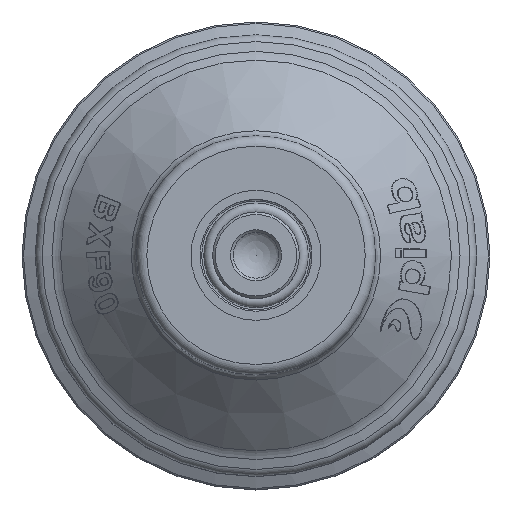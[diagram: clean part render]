
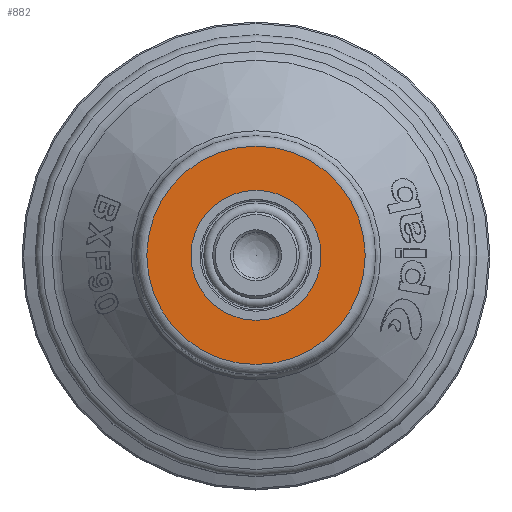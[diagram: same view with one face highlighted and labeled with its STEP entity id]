
A CAD part, top view. The second image highlights one B-rep face of the part: STEP entity #882.
In plain terms, the highlighted planar face has unit normal (0, 0, 1).
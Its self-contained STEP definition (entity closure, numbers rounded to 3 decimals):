
#882 = ADVANCED_FACE( '', ( #1904, #1905 ), #1906, .F. );
#1904 = FACE_OUTER_BOUND( '', #5714, .T. );
#1905 = FACE_BOUND( '', #5715, .T. );
#1906 = PLANE( '', #5716 );
#5714 = EDGE_LOOP( '', ( #9976 ) );
#5715 = EDGE_LOOP( '', ( #9977 ) );
#5716 = AXIS2_PLACEMENT_3D( '', #9978, #9979, #9980 );
#9976 = ORIENTED_EDGE( '', *, *, #11780, .T. );
#9977 = ORIENTED_EDGE( '', *, *, #11781, .T. );
#9978 = CARTESIAN_POINT( '', ( -23., 0., 74.352 ) );
#9979 = DIRECTION( '', ( 0., 0., -1. ) );
#9980 = DIRECTION( '', ( -1., 0., 0. ) );
#11780 = EDGE_CURVE( '', #13415, #13415, #13416, .F. );
#11781 = EDGE_CURVE( '', #13417, #13417, #13418, .T. );
#13415 = VERTEX_POINT( '', #18245 );
#13416 = CIRCLE( '', #18246, 21. );
#13417 = VERTEX_POINT( '', #18247 );
#13418 = CIRCLE( '', #18248, 10.75 );
#18245 = CARTESIAN_POINT( '', ( -21., 0., 74.352 ) );
#18246 = AXIS2_PLACEMENT_3D( '', #19555, #19556, #19557 );
#18247 = CARTESIAN_POINT( '', ( -10.75, 0., 74.352 ) );
#18248 = AXIS2_PLACEMENT_3D( '', #19558, #19559, #19560 );
#19555 = CARTESIAN_POINT( '', ( 0., 0., 74.352 ) );
#19556 = DIRECTION( '', ( 0., 0., -1. ) );
#19557 = DIRECTION( '', ( -1., 0., 0. ) );
#19558 = CARTESIAN_POINT( '', ( 0., 0., 74.352 ) );
#19559 = DIRECTION( '', ( 0., 0., -1. ) );
#19560 = DIRECTION( '', ( -1., 0., 0. ) );
